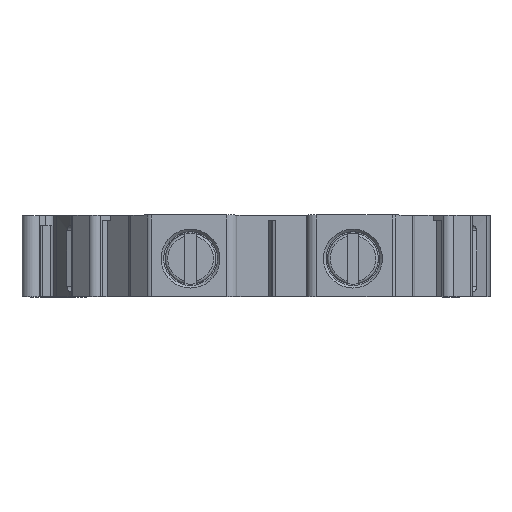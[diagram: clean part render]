
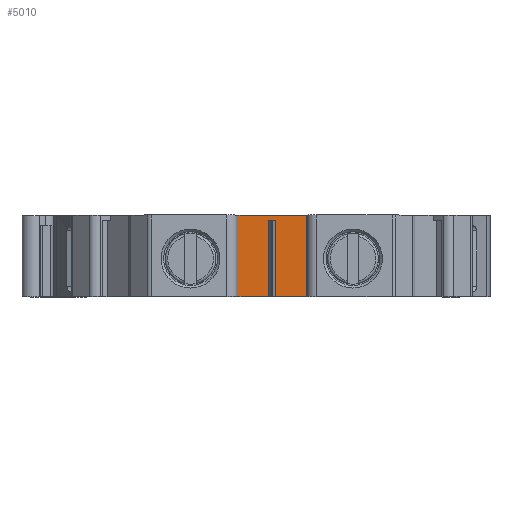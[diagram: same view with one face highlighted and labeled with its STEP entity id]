
A CAD part, top view. The second image highlights one B-rep face of the part: STEP entity #5010.
In plain terms, the highlighted planar face has unit normal (0, 0, 1).
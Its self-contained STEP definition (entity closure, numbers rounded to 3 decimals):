
#111=LINE('',#6888,#429);
#277=LINE('',#7382,#595);
#280=LINE('',#7388,#598);
#290=LINE('',#7408,#608);
#291=LINE('',#7410,#609);
#292=LINE('',#7411,#610);
#293=LINE('',#7413,#611);
#294=LINE('',#7415,#612);
#429=VECTOR('',#5769,1000.);
#595=VECTOR('',#6247,1000.);
#598=VECTOR('',#6252,1000.);
#608=VECTOR('',#6270,1000.);
#609=VECTOR('',#6273,1000.);
#610=VECTOR('',#6274,1000.);
#611=VECTOR('',#6275,1000.);
#612=VECTOR('',#6276,1000.);
#744=PLANE('',#5359);
#1413=ORIENTED_EDGE('',*,*,#2248,.F.);
#1414=ORIENTED_EDGE('',*,*,#2237,.F.);
#1415=ORIENTED_EDGE('',*,*,#1993,.F.);
#1416=ORIENTED_EDGE('',*,*,#2247,.T.);
#1417=ORIENTED_EDGE('',*,*,#2249,.F.);
#1418=ORIENTED_EDGE('',*,*,#2250,.T.);
#1419=ORIENTED_EDGE('',*,*,#2251,.T.);
#1420=ORIENTED_EDGE('',*,*,#2234,.F.);
#1993=EDGE_CURVE('',#2491,#2492,#111,.T.);
#2234=EDGE_CURVE('',#2645,#2646,#277,.T.);
#2237=EDGE_CURVE('',#2492,#2647,#280,.T.);
#2247=EDGE_CURVE('',#2491,#2652,#290,.T.);
#2248=EDGE_CURVE('',#2647,#2645,#291,.T.);
#2249=EDGE_CURVE('',#2653,#2652,#292,.T.);
#2250=EDGE_CURVE('',#2653,#2654,#293,.T.);
#2251=EDGE_CURVE('',#2654,#2646,#294,.T.);
#2491=VERTEX_POINT('',#6889);
#2492=VERTEX_POINT('',#6890);
#2645=VERTEX_POINT('',#7383);
#2646=VERTEX_POINT('',#7384);
#2647=VERTEX_POINT('',#7389);
#2652=VERTEX_POINT('',#7407);
#2653=VERTEX_POINT('',#7412);
#2654=VERTEX_POINT('',#7414);
#3057=EDGE_LOOP('',(#1413,#1414,#1415,#1416,#1417,#1418,#1419,#1420));
#3280=FACE_BOUND('',#3057,.T.);
#5010=ADVANCED_FACE('',(#3280),#744,.F.);
#5359=AXIS2_PLACEMENT_3D('',#7409,#6271,#6272);
#5769=DIRECTION('',(-1.,0.,0.));
#6247=DIRECTION('',(0.,1.,0.));
#6252=DIRECTION('',(0.,-1.,0.));
#6270=DIRECTION('',(0.,-1.,0.));
#6271=DIRECTION('',(0.,0.,-1.));
#6272=DIRECTION('',(-1.,0.,0.));
#6273=DIRECTION('',(-1.,0.,0.));
#6274=DIRECTION('',(-1.,0.,0.));
#6275=DIRECTION('',(0.,1.,0.));
#6276=DIRECTION('',(-1.,0.,0.));
#6888=CARTESIAN_POINT('',(5.5,-3.2,10.));
#6889=CARTESIAN_POINT('',(0.35,-3.2,10.));
#6890=CARTESIAN_POINT('',(-0.35,-3.2,10.));
#7382=CARTESIAN_POINT('',(-3.425,-12.,10.));
#7383=CARTESIAN_POINT('',(-3.425,-10.7,10.));
#7384=CARTESIAN_POINT('',(-3.425,-2.7,10.));
#7388=CARTESIAN_POINT('',(-0.35,-2.7,10.));
#7389=CARTESIAN_POINT('',(-0.35,-10.7,10.));
#7407=CARTESIAN_POINT('',(0.35,-10.7,10.));
#7408=CARTESIAN_POINT('',(0.35,-2.7,10.));
#7409=CARTESIAN_POINT('',(-3.425,-12.,10.));
#7410=CARTESIAN_POINT('',(0.,-10.7,10.));
#7411=CARTESIAN_POINT('',(0.,-10.7,10.));
#7412=CARTESIAN_POINT('',(3.425,-10.7,10.));
#7413=CARTESIAN_POINT('',(3.425,-12.,10.));
#7414=CARTESIAN_POINT('',(3.425,-2.7,10.));
#7415=CARTESIAN_POINT('',(0.,-2.7,10.));
